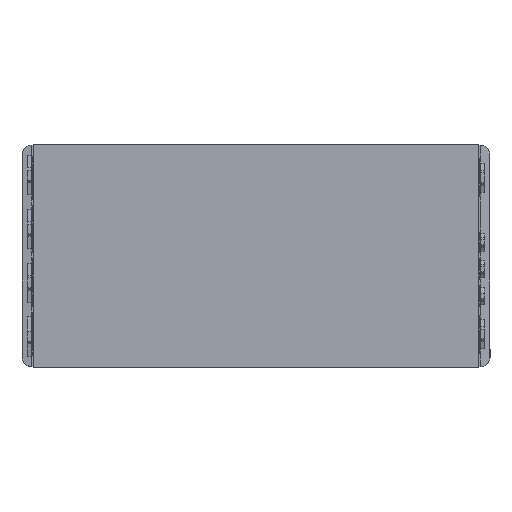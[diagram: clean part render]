
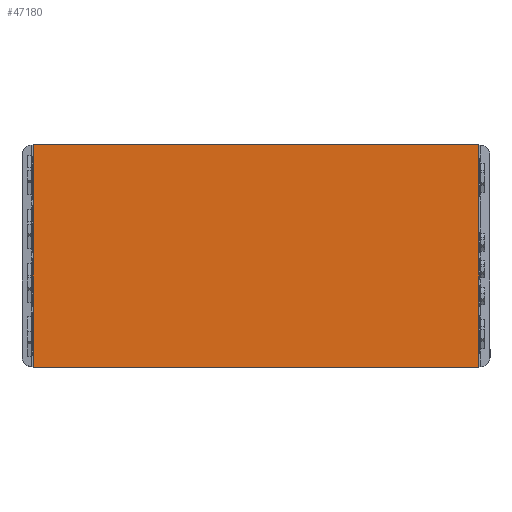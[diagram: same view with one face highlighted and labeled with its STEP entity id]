
A CAD part, top view. The second image highlights one B-rep face of the part: STEP entity #47180.
In plain terms, the highlighted face is planar.
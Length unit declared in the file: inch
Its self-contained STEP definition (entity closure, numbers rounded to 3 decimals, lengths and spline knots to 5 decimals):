
#848 = VERTEX_POINT ( 'NONE', #20823 ) ;
#4356 = EDGE_CURVE ( 'NONE', #848, #44559, #25407, .T. ) ;
#5858 = CARTESIAN_POINT ( 'NONE',  ( -0.09608, -0.9509, -0.64521 ) ) ;
#6315 = DIRECTION ( 'NONE',  ( 0., -1., 0. ) ) ;
#7323 = CARTESIAN_POINT ( 'NONE',  ( -0.09608, -1.39971, -0.64521 ) ) ;
#9268 = EDGE_CURVE ( 'NONE', #848, #44696, #20089, .T. ) ;
#9834 = PLANE ( 'NONE',  #17232 ) ;
#9991 = CARTESIAN_POINT ( 'NONE',  ( -0.09608, -1.84853, -0.64521 ) ) ;
#13542 = CARTESIAN_POINT ( 'NONE',  ( -0.99323, -1.84853, -0.64521 ) ) ;
#15296 = ORIENTED_EDGE ( 'NONE', *, *, #33533, .F. ) ;
#17232 = AXIS2_PLACEMENT_3D ( 'NONE', #9991, #35820, #43117 ) ;
#18393 = CARTESIAN_POINT ( 'NONE',  ( -1.89037, -1.84853, -0.64521 ) ) ;
#20089 = LINE ( 'NONE', #13542, #26397 ) ;
#20614 = LINE ( 'NONE', #22675, #36741 ) ;
#20749 = VECTOR ( 'NONE', #36878, 39.37008 ) ;
#20823 = CARTESIAN_POINT ( 'NONE',  ( -0.09608, -1.84853, -0.64521 ) ) ;
#22675 = CARTESIAN_POINT ( 'NONE',  ( -0.99323, -0.9509, -0.64521 ) ) ;
#25407 = LINE ( 'NONE', #7323, #20749 ) ;
#26397 = VECTOR ( 'NONE', #31477, 39.37008 ) ;
#26812 = ORIENTED_EDGE ( 'NONE', *, *, #39781, .F. ) ;
#30248 = DIRECTION ( 'NONE',  ( -1., 0., 0. ) ) ;
#31477 = DIRECTION ( 'NONE',  ( -1., 0., 0. ) ) ;
#32642 = VECTOR ( 'NONE', #6315, 39.37008 ) ;
#33533 = EDGE_CURVE ( 'NONE', #44559, #43128, #20614, .T. ) ;
#35820 = DIRECTION ( 'NONE',  ( 0., 0., -1. ) ) ;
#36741 = VECTOR ( 'NONE', #30248, 39.37008 ) ;
#36878 = DIRECTION ( 'NONE',  ( 0., 1., 0. ) ) ;
#37240 = LINE ( 'NONE', #46739, #32642 ) ;
#39508 = EDGE_LOOP ( 'NONE', ( #41391, #26812, #15296, #41094 ) ) ;
#39781 = EDGE_CURVE ( 'NONE', #43128, #44696, #37240, .T. ) ;
#41094 = ORIENTED_EDGE ( 'NONE', *, *, #4356, .F. ) ;
#41391 = ORIENTED_EDGE ( 'NONE', *, *, #9268, .T. ) ;
#42033 = CARTESIAN_POINT ( 'NONE',  ( -1.89037, -0.9509, -0.64521 ) ) ;
#43117 = DIRECTION ( 'NONE',  ( -1., 0., 0. ) ) ;
#43128 = VERTEX_POINT ( 'NONE', #42033 ) ;
#44559 = VERTEX_POINT ( 'NONE', #5858 ) ;
#44696 = VERTEX_POINT ( 'NONE', #18393 ) ;
#45407 = FACE_OUTER_BOUND ( 'NONE', #39508, .T. ) ;
#46739 = CARTESIAN_POINT ( 'NONE',  ( -1.89037, -1.39971, -0.64521 ) ) ;
#47180 = ADVANCED_FACE ( 'NONE', ( #45407 ), #9834, .T. ) ;
